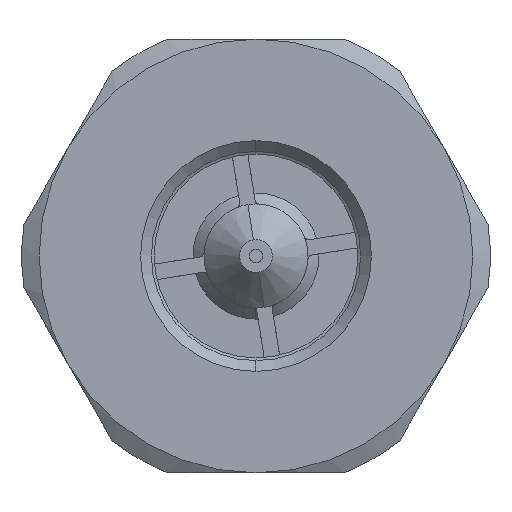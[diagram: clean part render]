
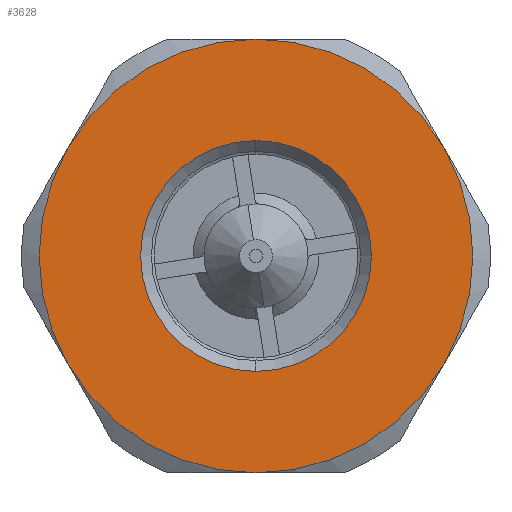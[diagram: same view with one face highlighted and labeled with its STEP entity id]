
A CAD part, left-side view. The second image highlights one B-rep face of the part: STEP entity #3628.
In plain terms, the highlighted planar face has unit normal (-1, 0, 0).
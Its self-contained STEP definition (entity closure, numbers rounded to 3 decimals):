
#630 = VERTEX_POINT ( 'NONE', #6710 ) ;
#631 = VERTEX_POINT ( 'NONE', #6711 ) ;
#632 = VERTEX_POINT ( 'NONE', #6712 ) ;
#633 = VERTEX_POINT ( 'NONE', #6713 ) ;
#634 = VERTEX_POINT ( 'NONE', #6714 ) ;
#635 = VERTEX_POINT ( 'NONE', #6715 ) ;
#716 = EDGE_CURVE ( 'NONE', #631, #635, #2425, .T. ) ;
#723 = EDGE_CURVE ( 'NONE', #635, #634, #2433, .T. ) ;
#1111 = CARTESIAN_POINT ( 'NONE',  ( -66.75, 0., 0. ) ) ;
#1112 = DIRECTION ( 'NONE',  ( 1., 0., 0. ) ) ;
#1113 = DIRECTION ( 'NONE',  ( 0., 0., -1. ) ) ;
#1264 = CIRCLE ( 'NONE', #2474, 25. ) ;
#1270 = CIRCLE ( 'NONE', #2509, 25. ) ;
#1275 = CIRCLE ( 'NONE', #2481, 25. ) ;
#1278 = CIRCLE ( 'NONE', #2483, 13.3 ) ;
#1415 = AXIS2_PLACEMENT_3D ( 'NONE', #5361, #5362, #5363 ) ;
#2172 = CARTESIAN_POINT ( 'NONE',  ( -66.75, 0., 13.3 ) ) ;
#2173 = CARTESIAN_POINT ( 'NONE',  ( -66.75, 0., -13.3 ) ) ;
#2208 = CARTESIAN_POINT ( 'NONE',  ( -66.75, 0., 0. ) ) ;
#2209 = DIRECTION ( 'NONE',  ( 1., 0., 0. ) ) ;
#2210 = DIRECTION ( 'NONE',  ( 0., 0., -1. ) ) ;
#2415 = EDGE_LOOP ( 'NONE', ( #3064, #3065 ) ) ;
#2416 = EDGE_LOOP ( 'NONE', ( #3066, #3067, #3068, #3069, #3070, #3071 ) ) ;
#2425 = CIRCLE ( 'NONE', #4008, 25. ) ;
#2433 = CIRCLE ( 'NONE', #4037, 25. ) ;
#2474 = AXIS2_PLACEMENT_3D ( 'NONE', #4342, #4343, #4344 ) ;
#2481 = AXIS2_PLACEMENT_3D ( 'NONE', #4377, #4378, #4379 ) ;
#2483 = AXIS2_PLACEMENT_3D ( 'NONE', #4383, #4384, #4385 ) ;
#2509 = AXIS2_PLACEMENT_3D ( 'NONE', #4356, #4357, #4358 ) ;
#2583 = AXIS2_PLACEMENT_3D ( 'NONE', #6525, #6526, #6527 ) ;
#2661 = AXIS2_PLACEMENT_3D ( 'NONE', #1111, #1112, #1113 ) ;
#2790 = CIRCLE ( 'NONE', #2661, 13.3 ) ;
#2921 = VERTEX_POINT ( 'NONE', #2172 ) ;
#2922 = VERTEX_POINT ( 'NONE', #2173 ) ;
#3064 = ORIENTED_EDGE ( 'NONE', *, *, #3963, .T. ) ;
#3065 = ORIENTED_EDGE ( 'NONE', *, *, #3741, .T. ) ;
#3066 = ORIENTED_EDGE ( 'NONE', *, *, #3739, .F. ) ;
#3067 = ORIENTED_EDGE ( 'NONE', *, *, #4183, .F. ) ;
#3068 = ORIENTED_EDGE ( 'NONE', *, *, #3733, .F. ) ;
#3069 = ORIENTED_EDGE ( 'NONE', *, *, #3728, .F. ) ;
#3070 = ORIENTED_EDGE ( 'NONE', *, *, #723, .F. ) ;
#3071 = ORIENTED_EDGE ( 'NONE', *, *, #716, .F. ) ;
#3628 = ADVANCED_FACE ( 'NONE', ( #6299, #6300 ), #6524, .T. ) ;
#3728 = EDGE_CURVE ( 'NONE', #634, #633, #1264, .T. ) ;
#3733 = EDGE_CURVE ( 'NONE', #633, #632, #1270, .T. ) ;
#3739 = EDGE_CURVE ( 'NONE', #630, #631, #1275, .T. ) ;
#3741 = EDGE_CURVE ( 'NONE', #2922, #2921, #1278, .T. ) ;
#3963 = EDGE_CURVE ( 'NONE', #2921, #2922, #2790, .T. ) ;
#4008 = AXIS2_PLACEMENT_3D ( 'NONE', #6754, #6755, #6756 ) ;
#4037 = AXIS2_PLACEMENT_3D ( 'NONE', #2208, #2209, #2210 ) ;
#4183 = EDGE_CURVE ( 'NONE', #632, #630, #5130, .T. ) ;
#4342 = CARTESIAN_POINT ( 'NONE',  ( -66.75, 0., 0. ) ) ;
#4343 = DIRECTION ( 'NONE',  ( 1., 0., 0. ) ) ;
#4344 = DIRECTION ( 'NONE',  ( 0., 0., -1. ) ) ;
#4356 = CARTESIAN_POINT ( 'NONE',  ( -66.75, 0., 0. ) ) ;
#4357 = DIRECTION ( 'NONE',  ( 1., 0., 0. ) ) ;
#4358 = DIRECTION ( 'NONE',  ( 0., 0., -1. ) ) ;
#4377 = CARTESIAN_POINT ( 'NONE',  ( -66.75, 0., 0. ) ) ;
#4378 = DIRECTION ( 'NONE',  ( 1., 0., 0. ) ) ;
#4379 = DIRECTION ( 'NONE',  ( 0., 0., -1. ) ) ;
#4383 = CARTESIAN_POINT ( 'NONE',  ( -66.75, 0., 0. ) ) ;
#4384 = DIRECTION ( 'NONE',  ( 1., 0., 0. ) ) ;
#4385 = DIRECTION ( 'NONE',  ( 0., 0., -1. ) ) ;
#5130 = CIRCLE ( 'NONE', #1415, 25. ) ;
#5361 = CARTESIAN_POINT ( 'NONE',  ( -66.75, 0., 0. ) ) ;
#5362 = DIRECTION ( 'NONE',  ( 1., 0., 0. ) ) ;
#5363 = DIRECTION ( 'NONE',  ( 0., 0., -1. ) ) ;
#6299 = FACE_BOUND ( 'NONE', #2415, .T. ) ;
#6300 = FACE_OUTER_BOUND ( 'NONE', #2416, .T. ) ;
#6524 = PLANE ( 'NONE',  #2583 ) ;
#6525 = CARTESIAN_POINT ( 'NONE',  ( -66.75, 25., 0. ) ) ;
#6526 = DIRECTION ( 'NONE',  ( -1., 0., 0. ) ) ;
#6527 = DIRECTION ( 'NONE',  ( 0., 0., 1. ) ) ;
#6710 = CARTESIAN_POINT ( 'NONE',  ( -66.75, 0., -25. ) ) ;
#6711 = CARTESIAN_POINT ( 'NONE',  ( -66.75, 21.651, -12.5 ) ) ;
#6712 = CARTESIAN_POINT ( 'NONE',  ( -66.75, -21.651, -12.5 ) ) ;
#6713 = CARTESIAN_POINT ( 'NONE',  ( -66.75, -21.651, 12.5 ) ) ;
#6714 = CARTESIAN_POINT ( 'NONE',  ( -66.75, 0., 25. ) ) ;
#6715 = CARTESIAN_POINT ( 'NONE',  ( -66.75, 21.651, 12.5 ) ) ;
#6754 = CARTESIAN_POINT ( 'NONE',  ( -66.75, 0., 0. ) ) ;
#6755 = DIRECTION ( 'NONE',  ( 1., 0., 0. ) ) ;
#6756 = DIRECTION ( 'NONE',  ( 0., 0., -1. ) ) ;
